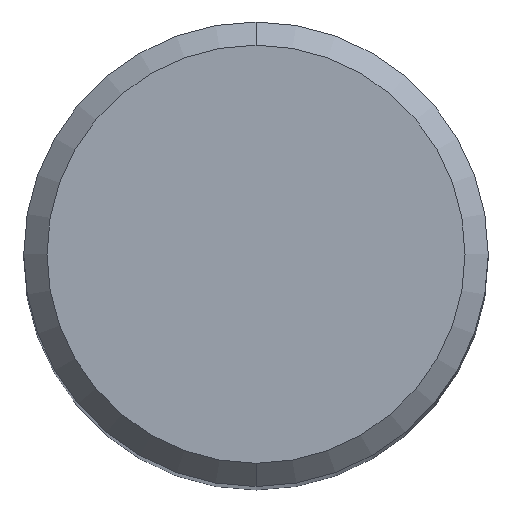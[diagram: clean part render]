
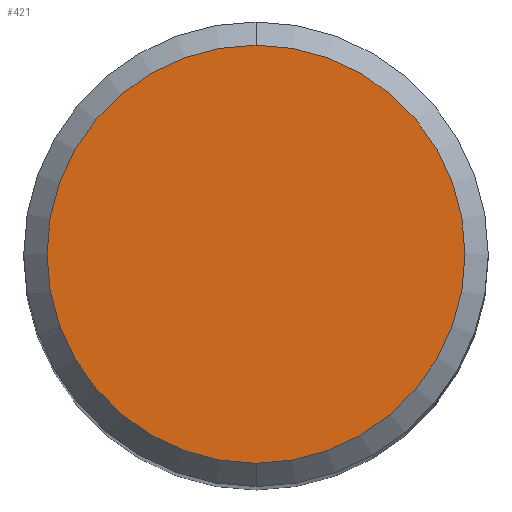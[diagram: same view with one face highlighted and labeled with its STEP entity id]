
A CAD part, top view. The second image highlights one B-rep face of the part: STEP entity #421.
In plain terms, the highlighted planar face has unit normal (0, 0, 1).
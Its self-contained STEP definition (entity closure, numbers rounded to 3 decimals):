
#287=VERTEX_POINT('',#606);
#379=VERTEX_POINT('',#708);
#421=ADVANCED_FACE('',(#755),#756,.T.);
#443=EDGE_CURVE('',#379,#287,#780,.T.);
#447=EDGE_CURVE('',#287,#379,#784,.T.);
#606=CARTESIAN_POINT('',(0.0,5.4,0.0));
#708=CARTESIAN_POINT('',(0.,-5.4,0.0));
#755=FACE_OUTER_BOUND('',#1402,.T.);
#756=PLANE('',#1403);
#780=CIRCLE('',#1461,5.4);
#784=CIRCLE('',#1468,5.4);
#1402=EDGE_LOOP('',(#1833,#1834));
#1403=AXIS2_PLACEMENT_3D('',#1835,#1836,#1837);
#1461=AXIS2_PLACEMENT_3D('',#1857,#1858,#1859);
#1468=AXIS2_PLACEMENT_3D('',#1861,#1862,#1863);
#1833=ORIENTED_EDGE('',*,*,#447,.F.);
#1834=ORIENTED_EDGE('',*,*,#443,.F.);
#1835=CARTESIAN_POINT('',(0.0,2.7,0.0));
#1836=DIRECTION('',(-0.0,0.0,1.0));
#1837=DIRECTION('',(0.0,-1.0,0.0));
#1857=CARTESIAN_POINT('',(0.0,0.0,0.0));
#1858=DIRECTION('',(0.0,0.0,-1.0));
#1859=DIRECTION('',(0.0,1.0,0.0));
#1861=CARTESIAN_POINT('',(0.0,0.0,0.0));
#1862=DIRECTION('',(0.0,0.0,-1.0));
#1863=DIRECTION('',(0.0,1.0,0.0));
